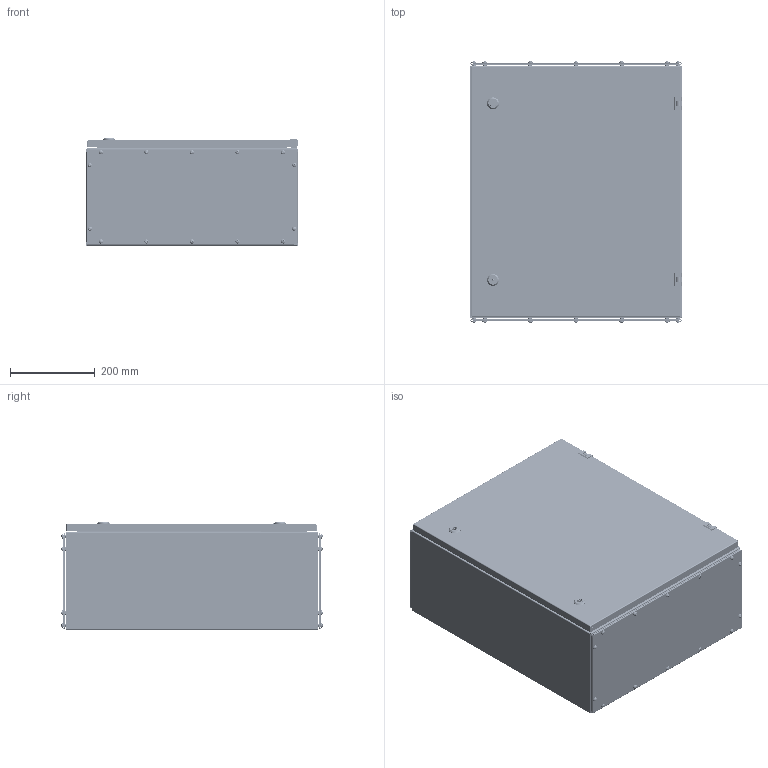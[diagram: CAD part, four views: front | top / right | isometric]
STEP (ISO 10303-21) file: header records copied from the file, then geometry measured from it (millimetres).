
FILE_DESCRIPTION (( 'STEP AP214' ), '1' );
FILE_NAME ('10.050.060.25.STEP', '2024-05-28T11:34:39', ( '' ), ( '' ), 'SwSTEP 2.0', 'SolidWorks 2021', '' );
FILE_SCHEMA (( 'AUTOMOTIVE_DESIGN' ));
Length unit declared in the file: millimetre
Products named in the file (25): 8SJ_MS705_0760.stp; Êîðïóñ øêàôà W500H600D250; 8SJ_MS705_0010.stp; Ïðîêëàäêà êðûøêè W500D250; Ïåðåìû÷êà êàðêàñà W500; ﾇ瑟鶴 ﾀﾑ ms1000-3M.stp; Øïèëüêà ïðèâàðíàÿ Ì6õ20; Äâåðíîå ïîëîòíî W500H600; 8SJ_S1B_0001.stp; Øïèëüêà ïðèâàðíàÿ Ì6õ10; 10.050.060.25; 署赅 W500D250; 8SJ_MS705-1_0040.stp; Øïèëüêà ïðèâàðíàÿ Ì6õ15; 嵑謺麃 檐; Âèíò DIN 967 Ì5õ16 ñ ïîëóêðóãëîé ãîëîâêîé ñ êðåñòîîáðàçíûì øëèöåì; ﾄ粢 ﾑﾁ W500H600; Ðåéêà H600; Ãàñêåòèíã äâåðè W500H600; Áîëò Ì6õ10 ñ øåñòèãðàííîé ãîëîâêîé ñ ïðåññøàéáîé; 8SJ_MS705_0510.stp; Êàðêàñ øêàôà W500H600D250; SW6X8.stp; Çàêëåïêà ðåçüáîâàÿ Ì5 øåñòèãðàííàÿ ñ óìåíüøåííûì áîðòîì; Çàêëåïêà ðåçüáîâàÿ Ì8 øåñòèãðàííàÿ ñ óìåíüøåííûì áîðòîì
Assembly tree (99 placements, depth 4):
  10.050.060.25
    Êàðêàñ øêàôà W500H600D250
      Êîðïóñ øêàôà W500H600D250
      Ïåðåìû÷êà êàðêàñà W500  x2
      Øïèëüêà ïðèâàðíàÿ Ì6õ15  x8
      Øïèëüêà ïðèâàðíàÿ Ì6õ20  x4
    署赅 W500D250  x2
    Ïðîêëàäêà êðûøêè W500D250  x2
    ﾄ粢 ﾑﾁ W500H600
      Äâåðíîå ïîëîòíî W500H600
      Ðåéêà H600  x2
      Ãàñêåòèíã äâåðè W500H600
      Øïèëüêà ïðèâàðíàÿ Ì6õ10  x2
      ﾇ瑟鶴 ﾀﾑ ms1000-3M.stp  x2
        8SJ_MS705_0010.stp
        8SJ_MS705_0510.stp
        8SJ_MS705_0760.stp
        8SJ_S1B_0001.stp
        8SJ_MS705-1_0040.stp
        SW6X8.stp
    嵑謺麃 檐  x2
    Áîëò Ì6õ10 ñ øåñòèãðàííîé ãîëîâêîé ñ ïðåññøàéáîé  x2
    Çàêëåïêà ðåçüáîâàÿ Ì5 øåñòèãðàííàÿ ñ óìåíüøåííûì áîðòîì  x28
    Âèíò DIN 967 Ì5õ16 ñ ïîëóêðóãëîé ãîëîâêîé ñ êðåñòîîáðàçíûì øëèöåì  x28
    Çàêëåïêà ðåçüáîâàÿ Ì8 øåñòèãðàííàÿ ñ óìåíüøåííûì áîðòîì  x4
Bounding box: 500 x 615.17 x 254.65 mm (x, y, z)
Volume: 1660551.5 mm3; surface area: 2902766.7 mm2
Topology: 99 solids, 111 shells, 6174 faces, 15616 edges, 9710 vertices
Faces by surface type: plane 2563, cylinder 2218, bspline 683, cone 300, torus 242, sphere 168
Entity records: 84551 total; most frequent: CARTESIAN_POINT 42000, ORIENTED_EDGE 9106, DIRECTION 7660, EDGE_CURVE 4559, VERTEX_POINT 2821, AXIS2_PLACEMENT_3D 2597, LINE 2466, VECTOR 2466
